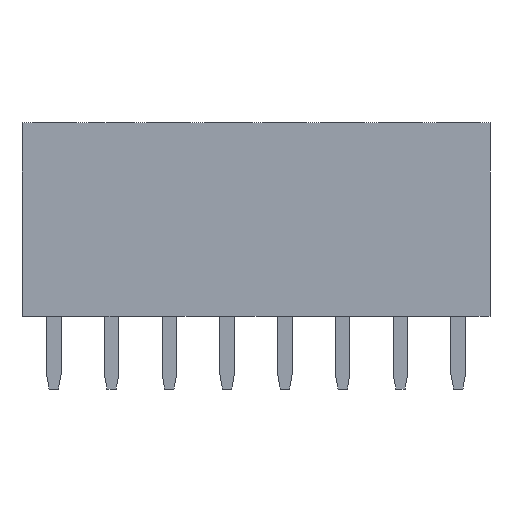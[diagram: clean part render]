
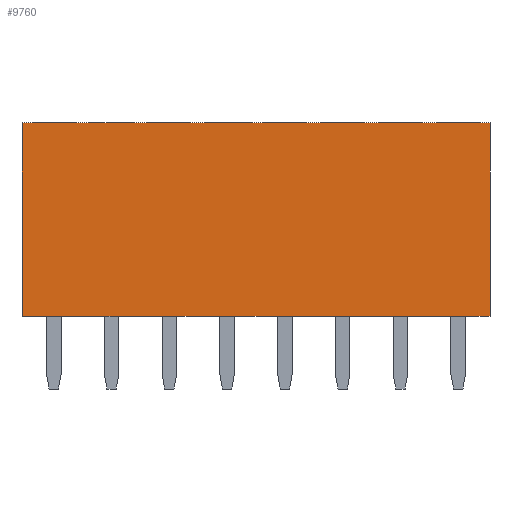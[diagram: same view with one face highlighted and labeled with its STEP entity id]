
A CAD part, front view. The second image highlights one B-rep face of the part: STEP entity #9760.
In plain terms, the highlighted planar face has unit normal (0, -1, 0).
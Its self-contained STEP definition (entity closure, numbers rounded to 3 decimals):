
#4643 = VERTEX_POINT('',#4644);
#4644 = CARTESIAN_POINT('',(10.285,-7.6,0.05));
#4650 = EDGE_CURVE('',#4651,#4643,#4653,.T.);
#4651 = VERTEX_POINT('',#4652);
#4652 = CARTESIAN_POINT('',(-10.285,-7.6,0.05));
#4653 = LINE('',#4654,#4655);
#4654 = CARTESIAN_POINT('',(-10.285,-7.6,0.05));
#4655 = VECTOR('',#4656,1.);
#4656 = DIRECTION('',(1.,0.,0.));
#9518 = VERTEX_POINT('',#9519);
#9519 = CARTESIAN_POINT('',(10.285,-7.6,8.55));
#9536 = VERTEX_POINT('',#9537);
#9537 = CARTESIAN_POINT('',(-10.285,-7.6,8.55));
#9543 = EDGE_CURVE('',#9536,#9518,#9544,.T.);
#9544 = LINE('',#9545,#9546);
#9545 = CARTESIAN_POINT('',(-10.285,-7.6,8.55));
#9546 = VECTOR('',#9547,1.);
#9547 = DIRECTION('',(1.,0.,0.));
#9760 = ADVANCED_FACE('',(#9761),#9777,.T.);
#9761 = FACE_BOUND('',#9762,.T.);
#9762 = EDGE_LOOP('',(#9763,#9769,#9770,#9776));
#9763 = ORIENTED_EDGE('',*,*,#9764,.T.);
#9764 = EDGE_CURVE('',#4643,#9518,#9765,.T.);
#9765 = LINE('',#9766,#9767);
#9766 = CARTESIAN_POINT('',(10.285,-7.6,0.05));
#9767 = VECTOR('',#9768,1.);
#9768 = DIRECTION('',(0.,0.,1.));
#9769 = ORIENTED_EDGE('',*,*,#9543,.F.);
#9770 = ORIENTED_EDGE('',*,*,#9771,.F.);
#9771 = EDGE_CURVE('',#4651,#9536,#9772,.T.);
#9772 = LINE('',#9773,#9774);
#9773 = CARTESIAN_POINT('',(-10.285,-7.6,0.05));
#9774 = VECTOR('',#9775,1.);
#9775 = DIRECTION('',(0.,0.,1.));
#9776 = ORIENTED_EDGE('',*,*,#4650,.T.);
#9777 = PLANE('',#9778);
#9778 = AXIS2_PLACEMENT_3D('',#9779,#9780,#9781);
#9779 = CARTESIAN_POINT('',(-10.285,-7.6,4.3));
#9780 = DIRECTION('',(0.,-1.,0.));
#9781 = DIRECTION('',(0.,0.,-1.));
